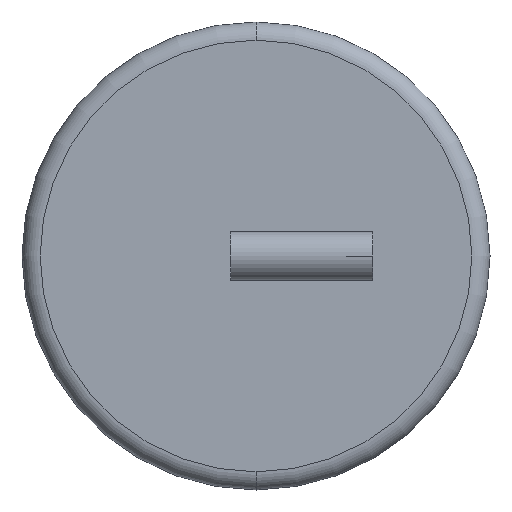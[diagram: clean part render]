
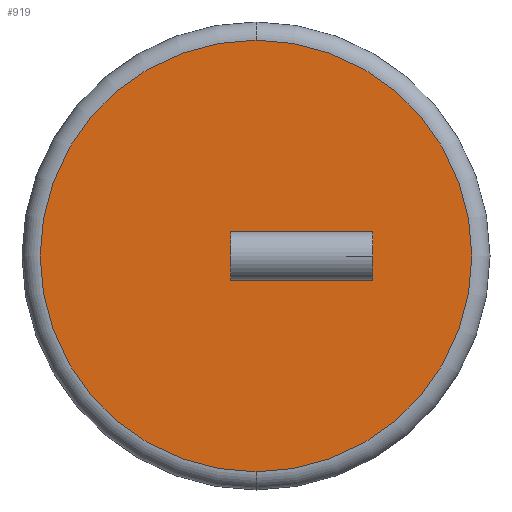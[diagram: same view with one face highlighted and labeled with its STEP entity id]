
A CAD part, left-side view. The second image highlights one B-rep face of the part: STEP entity #919.
In plain terms, the highlighted planar face has unit normal (-1, 0, 0).
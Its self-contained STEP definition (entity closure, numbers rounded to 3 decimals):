
#709 = CARTESIAN_POINT ( 'NONE',  ( -12.7, -3.05, -8.9 ) ) ;
#710 = VERTEX_POINT ( 'NONE', #709 ) ;
#718 = CARTESIAN_POINT ( 'NONE',  ( -12.7, -3.05, 8.9 ) ) ;
#719 = VERTEX_POINT ( 'NONE', #718 ) ;
#720 = CARTESIAN_POINT ( 'NONE',  ( -12.7, -3.05, 0. ) ) ;
#721 = DIRECTION ( 'NONE',  ( -1., 0., 0. ) ) ;
#722 = DIRECTION ( 'NONE',  ( 0., 0., 1. ) ) ;
#723 = AXIS2_PLACEMENT_3D ( 'NONE', #720, #721, #722 ) ;
#724 = CIRCLE ( 'NONE', #723, 8.9) ;
#725 = EDGE_CURVE ( 'NONE', #719, #710, #724, .T. ) ;
#895 = CARTESIAN_POINT ( 'NONE',  ( -12.7, -3.05, 0. ) ) ;
#896 = DIRECTION ( 'NONE',  ( -1., 0., 0. ) ) ;
#897 = DIRECTION ( 'NONE',  ( 0., 0., 1. ) ) ;
#898 = AXIS2_PLACEMENT_3D ( 'NONE', #895, #896, #897 ) ;
#899 = CIRCLE ( 'NONE', #898, 8.9) ;
#900 = EDGE_CURVE ( 'NONE', #710, #719, #899, .T. ) ;
#910 = ORIENTED_EDGE ( 'NONE', *, *, #725, .T. ) ;
#911 = ORIENTED_EDGE ( 'NONE', *, *, #900, .T. ) ;
#912 = EDGE_LOOP ( 'NONE', ( #910, #911 ) ) ;
#913 = FACE_OUTER_BOUND ( 'NONE', #912, .T. ) ;
#914 = CARTESIAN_POINT ( 'NONE',  ( -12.7, 5.85, 0. ) ) ;
#915 = DIRECTION ( 'NONE',  ( 1., 0., 0. ) ) ;
#916 = DIRECTION ( 'NONE',  ( 0., 0., -1. ) ) ;
#917 = AXIS2_PLACEMENT_3D ( 'NONE', #914, #915, #916 ) ;
#918 = PLANE ( 'NONE', #917 ) ;
#919 = ADVANCED_FACE ( 'NONE', ( #913 ), #918, .F. ) ;
